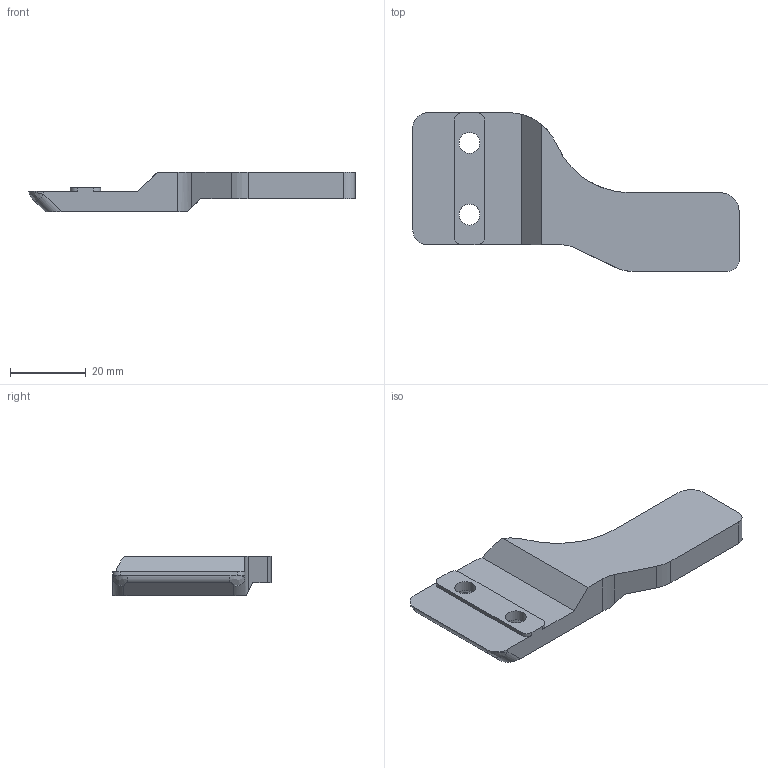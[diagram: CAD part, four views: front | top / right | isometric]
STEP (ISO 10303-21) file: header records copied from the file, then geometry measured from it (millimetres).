
FILE_DESCRIPTION(/* description */ (''),/* implementation_level */ '2;1');
FILE_NAME(/* name */ 'Qdrw E3PWire Arm V1.3.step',/* time_stamp */ '2021-10-18T10:11:17-05:00',/* author */ (''),/* organization */ (''),/* preprocessor_version */ 'ST-DEVELOPER v18.1',/* originating_system */ 'Autodesk Translation Framework v10.10.0.1391',/* authorisation */ '');
FILE_SCHEMA (('AUTOMOTIVE_DESIGN { 1 0 10303 214 3 1 1 }'));
Length unit declared in the file: millimetre
Products named in the file (2): Qdrw E3PWire Arm V1.3; Component1
Assembly tree (1 placements, depth 2):
  Qdrw E3PWire Arm V1.3
    Component1
Bounding box: 86.38 x 42 x 10.5 mm (x, y, z)
Volume: 14591 mm3; surface area: 6552.5 mm2
Topology: 1 solids, 1 shells, 48 faces, 122 edges, 80 vertices
Faces by surface type: cylinder 23, plane 21, bspline 2, cone 2
Full cylindrical faces by diameter (mm): 3.4 x2, 5.4 x2, 5.5 x2, 9.8 x2
Entity records: 1595 total; most frequent: CARTESIAN_POINT 321, DIRECTION 273, ORIENTED_EDGE 244, EDGE_CURVE 122, AXIS2_PLACEMENT_3D 104, VERTEX_POINT 80, LINE 65, VECTOR 65
